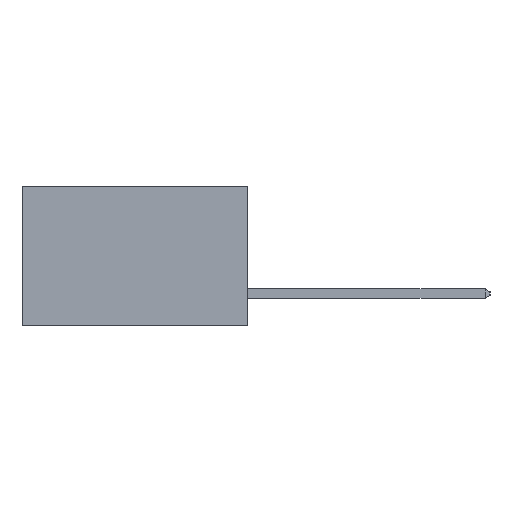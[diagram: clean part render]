
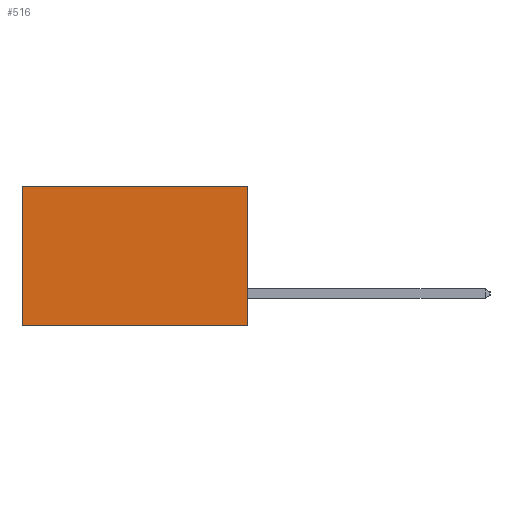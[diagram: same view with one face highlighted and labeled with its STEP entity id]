
A CAD part, left-side view. The second image highlights one B-rep face of the part: STEP entity #516.
In plain terms, the highlighted planar face has unit normal (-1, 0, 0).
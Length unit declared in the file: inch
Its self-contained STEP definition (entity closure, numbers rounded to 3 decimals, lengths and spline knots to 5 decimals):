
#310 = CARTESIAN_POINT ( 'NONE',  ( 0.2615, 0.6, 0. ) ) ;
#516 = ADVANCED_FACE ( 'NONE', ( #13837 ), #5180, .F. ) ;
#606 = CARTESIAN_POINT ( 'NONE',  ( 0.2615, 0., -0.37 ) ) ;
#952 = VECTOR ( 'NONE', #4583, 39.37008 ) ;
#1979 = ORIENTED_EDGE ( 'NONE', *, *, #16705, .T. ) ;
#2433 = DIRECTION ( 'NONE',  ( 0., 0., -1. ) ) ;
#2444 = ORIENTED_EDGE ( 'NONE', *, *, #8169, .F. ) ;
#2507 = LINE ( 'NONE', #6479, #12469 ) ;
#2643 = CARTESIAN_POINT ( 'NONE',  ( 0.2615, 0., -0.37 ) ) ;
#2851 = VECTOR ( 'NONE', #8365, 39.37008 ) ;
#2942 = VERTEX_POINT ( 'NONE', #6972 ) ;
#3335 = VERTEX_POINT ( 'NONE', #310 ) ;
#4409 = LINE ( 'NONE', #9737, #952 ) ;
#4583 = DIRECTION ( 'NONE',  ( 0., 1., 0. ) ) ;
#5111 = DIRECTION ( 'NONE',  ( 0., 0., -1. ) ) ;
#5180 = PLANE ( 'NONE',  #9412 ) ;
#6326 = LINE ( 'NONE', #606, #2851 ) ;
#6420 = ORIENTED_EDGE ( 'NONE', *, *, #10677, .T. ) ;
#6479 = CARTESIAN_POINT ( 'NONE',  ( 0.2615, 0., -0.37 ) ) ;
#6972 = CARTESIAN_POINT ( 'NONE',  ( 0.2615, 0.6, -0.37 ) ) ;
#7180 = VERTEX_POINT ( 'NONE', #12724 ) ;
#7766 = DIRECTION ( 'NONE',  ( 0., 0., -1. ) ) ;
#8169 = EDGE_CURVE ( 'NONE', #12369, #2942, #6326, .T. ) ;
#8365 = DIRECTION ( 'NONE',  ( 0., 1., 0. ) ) ;
#8806 = ORIENTED_EDGE ( 'NONE', *, *, #16179, .F. ) ;
#9412 = AXIS2_PLACEMENT_3D ( 'NONE', #2643, #13595, #5111 ) ;
#9522 = EDGE_LOOP ( 'NONE', ( #1979, #2444, #8806, #6420 ) ) ;
#9737 = CARTESIAN_POINT ( 'NONE',  ( 0.2615, 0., 0. ) ) ;
#10677 = EDGE_CURVE ( 'NONE', #7180, #3335, #4409, .T. ) ;
#11221 = VECTOR ( 'NONE', #2433, 39.37008 ) ;
#11625 = LINE ( 'NONE', #15320, #11221 ) ;
#12369 = VERTEX_POINT ( 'NONE', #13274 ) ;
#12469 = VECTOR ( 'NONE', #7766, 39.37008 ) ;
#12724 = CARTESIAN_POINT ( 'NONE',  ( 0.2615, 0., 0. ) ) ;
#13274 = CARTESIAN_POINT ( 'NONE',  ( 0.2615, 0., -0.37 ) ) ;
#13595 = DIRECTION ( 'NONE',  ( 1., 0., 0. ) ) ;
#13837 = FACE_OUTER_BOUND ( 'NONE', #9522, .T. ) ;
#15320 = CARTESIAN_POINT ( 'NONE',  ( 0.2615, 0.6, -0.37 ) ) ;
#16179 = EDGE_CURVE ( 'NONE', #7180, #12369, #2507, .T. ) ;
#16705 = EDGE_CURVE ( 'NONE', #3335, #2942, #11625, .T. ) ;
